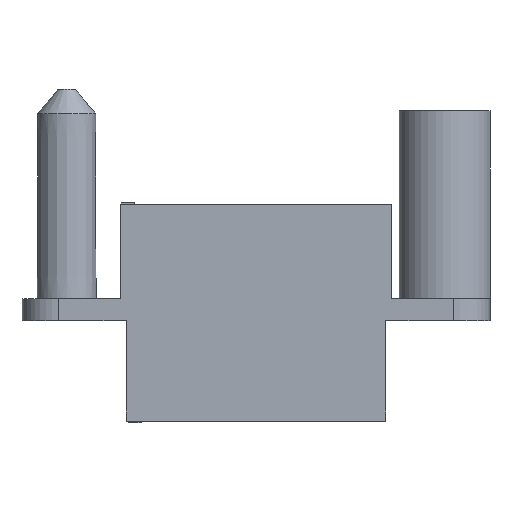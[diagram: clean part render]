
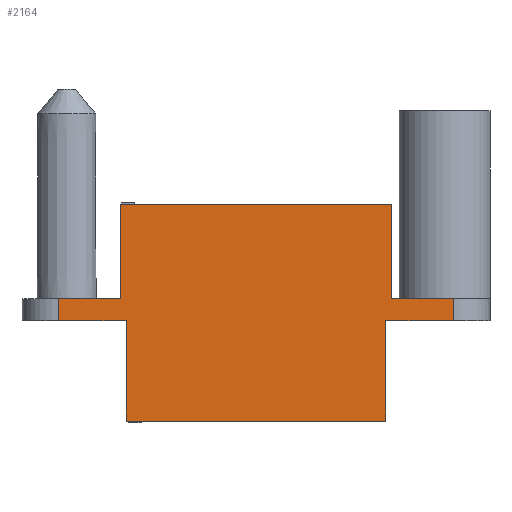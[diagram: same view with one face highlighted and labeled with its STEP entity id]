
A CAD part, left-side view. The second image highlights one B-rep face of the part: STEP entity #2164.
In plain terms, the highlighted planar face has unit normal (-1, 0, 0).
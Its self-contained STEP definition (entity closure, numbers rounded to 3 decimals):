
#1896=FACE_OUTER_BOUND('',#4147,.T.);
#2164=ADVANCED_FACE('',(#1896),#2440,.T.);
#2440=PLANE('',#7584);
#2819=LINE('',#9178,#3406);
#2821=LINE('',#9354,#3408);
#2859=LINE('',#9539,#3446);
#2864=LINE('',#9558,#3451);
#2865=LINE('',#9560,#3452);
#2982=LINE('',#9791,#3569);
#3065=LINE('',#10077,#3652);
#3071=LINE('',#10091,#3658);
#3074=LINE('',#10100,#3661);
#3078=LINE('',#10111,#3665);
#3081=LINE('',#10118,#3668);
#3082=LINE('',#10120,#3669);
#3406=VECTOR('',#7851,1.);
#3408=VECTOR('',#7861,1.);
#3446=VECTOR('',#7921,1.);
#3451=VECTOR('',#7942,1.);
#3452=VECTOR('',#7945,1.);
#3569=VECTOR('',#8144,1.);
#3652=VECTOR('',#8293,1.);
#3658=VECTOR('',#8311,1.);
#3661=VECTOR('',#8326,1.);
#3665=VECTOR('',#8338,1.);
#3668=VECTOR('',#8345,1.);
#3669=VECTOR('',#8348,1.);
#4147=EDGE_LOOP('',(#5049,#5050,#5051,#5052,#5053,#5054,#5055,#5056,#5057,
#5058,#5059,#5060));
#5049=ORIENTED_EDGE('',*,*,#6777,.T.);
#5050=ORIENTED_EDGE('',*,*,#6479,.T.);
#5051=ORIENTED_EDGE('',*,*,#6776,.T.);
#5052=ORIENTED_EDGE('',*,*,#6542,.T.);
#5053=ORIENTED_EDGE('',*,*,#6543,.F.);
#5054=ORIENTED_EDGE('',*,*,#6454,.T.);
#5055=ORIENTED_EDGE('',*,*,#6763,.T.);
#5056=ORIENTED_EDGE('',*,*,#6660,.T.);
#5057=ORIENTED_EDGE('',*,*,#6757,.T.);
#5058=ORIENTED_EDGE('',*,*,#6766,.T.);
#5059=ORIENTED_EDGE('',*,*,#6533,.F.);
#5060=ORIENTED_EDGE('',*,*,#6772,.T.);
#5945=VERTEX_POINT('',#9177);
#5946=VERTEX_POINT('',#9179);
#5970=VERTEX_POINT('',#9355);
#5971=VERTEX_POINT('',#9356);
#6018=VERTEX_POINT('',#9533);
#6021=VERTEX_POINT('',#9538);
#6026=VERTEX_POINT('',#9555);
#6027=VERTEX_POINT('',#9557);
#6100=VERTEX_POINT('',#9790);
#6101=VERTEX_POINT('',#9792);
#6162=VERTEX_POINT('',#10076);
#6167=VERTEX_POINT('',#10110);
#6454=EDGE_CURVE('',#5946,#5945,#2819,.T.);
#6479=EDGE_CURVE('',#5970,#5971,#2821,.T.);
#6533=EDGE_CURVE('',#6021,#6018,#2859,.T.);
#6542=EDGE_CURVE('',#6026,#6027,#2864,.T.);
#6543=EDGE_CURVE('',#5946,#6027,#2865,.T.);
#6660=EDGE_CURVE('',#6101,#6100,#2982,.T.);
#6757=EDGE_CURVE('',#6100,#6162,#3065,.T.);
#6763=EDGE_CURVE('',#5945,#6101,#3071,.T.);
#6766=EDGE_CURVE('',#6162,#6018,#3074,.T.);
#6772=EDGE_CURVE('',#6021,#6167,#3078,.T.);
#6776=EDGE_CURVE('',#5971,#6026,#3081,.T.);
#6777=EDGE_CURVE('',#6167,#5970,#3082,.T.);
#7584=AXIS2_PLACEMENT_3D('',#10121,#8349,#8350);
#7851=DIRECTION('',(0.,-1.,0.));
#7861=DIRECTION('',(0.,1.,0.));
#7921=DIRECTION('',(0.,0.,-1.));
#7942=DIRECTION('',(0.,1.,0.));
#7945=DIRECTION('',(0.,0.,1.));
#8144=DIRECTION('',(0.,-1.,0.));
#8293=DIRECTION('',(0.,0.,1.));
#8311=DIRECTION('',(0.,0.,-1.));
#8326=DIRECTION('',(0.,-1.,0.));
#8338=DIRECTION('',(0.,1.,0.));
#8345=DIRECTION('',(0.,0.,-1.));
#8348=DIRECTION('',(0.,0.,1.));
#8349=DIRECTION('',(-1.,0.,0.));
#8350=DIRECTION('',(0.,-1.,0.));
#9177=CARTESIAN_POINT('',(-16.5,17.7,0.));
#9178=CARTESIAN_POINT('',(-16.5,26.9,0.));
#9179=CARTESIAN_POINT('',(-16.5,26.9,0.));
#9354=CARTESIAN_POINT('',(-16.5,-18.5,15.85));
#9355=CARTESIAN_POINT('',(-16.5,-18.5,15.85));
#9356=CARTESIAN_POINT('',(-16.5,18.5,15.85));
#9533=CARTESIAN_POINT('',(-16.5,-26.9,0.));
#9538=CARTESIAN_POINT('',(-16.5,-26.9,3.));
#9539=CARTESIAN_POINT('',(-16.5,-26.9,3.));
#9555=CARTESIAN_POINT('',(-16.5,18.5,3.));
#9557=CARTESIAN_POINT('',(-16.5,26.9,3.));
#9558=CARTESIAN_POINT('',(-16.5,18.5,3.));
#9560=CARTESIAN_POINT('',(-16.5,26.9,0.));
#9790=CARTESIAN_POINT('',(-16.5,-17.7,-13.7));
#9791=CARTESIAN_POINT('',(-16.5,17.7,-13.7));
#9792=CARTESIAN_POINT('',(-16.5,17.7,-13.7));
#10076=CARTESIAN_POINT('',(-16.5,-17.7,0.));
#10077=CARTESIAN_POINT('',(-16.5,-17.7,-13.7));
#10091=CARTESIAN_POINT('',(-16.5,17.7,0.));
#10100=CARTESIAN_POINT('',(-16.5,-17.7,0.));
#10110=CARTESIAN_POINT('',(-16.5,-18.5,3.));
#10111=CARTESIAN_POINT('',(-16.5,-26.9,3.));
#10118=CARTESIAN_POINT('',(-16.5,18.5,15.85));
#10120=CARTESIAN_POINT('',(-16.5,-18.5,3.));
#10121=CARTESIAN_POINT('',(-16.5,27.1,-13.9));
